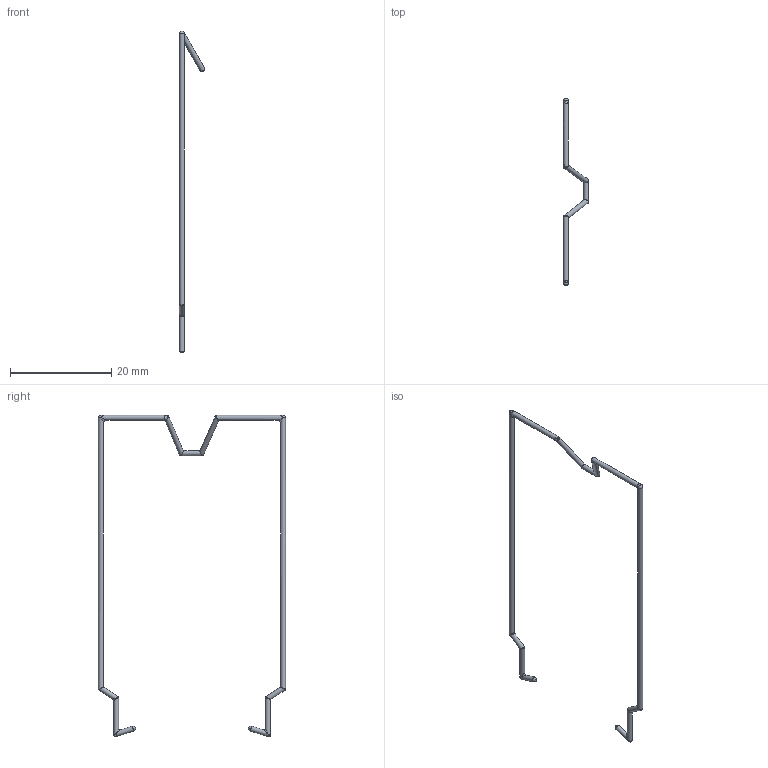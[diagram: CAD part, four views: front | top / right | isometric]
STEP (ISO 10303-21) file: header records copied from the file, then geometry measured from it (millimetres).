
FILE_DESCRIPTION((''),'2;1');
FILE_NAME('MBA.stp','2015-07-30T09:05:14',('CAD Station'),(''),'Autodesk Inventor 2013','Autodesk Inventor 2013','');
FILE_SCHEMA(('CONFIG_CONTROL_DESIGN'));
Length unit declared in the file: millimetre
Products named in the file (1): MBA
Bounding box: 5.02 x 37 x 63.59 mm (x, y, z)
Surface area: 574.8 mm2 (no closed solid volume)
Topology: 0 solids, 1 shells, 46 faces, 139 edges, 54 vertices
Faces by surface type: bspline 27, cylinder 14, plane 5
Full cylindrical faces by diameter (mm): 1 x13
Entity records: 2156 total; most frequent: CARTESIAN_POINT 1281, DIRECTION 176, ORIENTED_EDGE 148, AXIS2_PLACEMENT_3D 87, EDGE_CURVE 74, EDGE_LOOP 61, ELLIPSE 54, FACE_OUTER_BOUND 46
